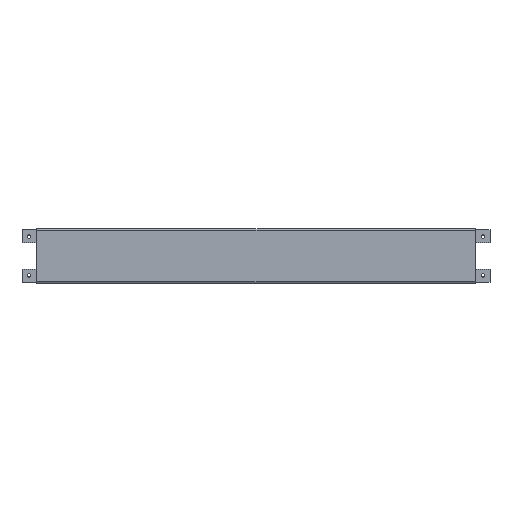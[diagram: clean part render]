
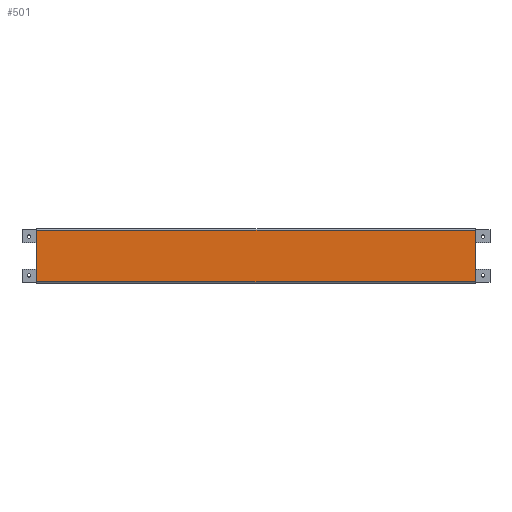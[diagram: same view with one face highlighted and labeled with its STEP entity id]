
A CAD part, top view. The second image highlights one B-rep face of the part: STEP entity #501.
In plain terms, the highlighted planar face has unit normal (0, 0, 1).
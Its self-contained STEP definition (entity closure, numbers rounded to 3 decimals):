
#88 = FACE_OUTER_BOUND ( 'NONE', #805, .T. ) ;
#113 = VECTOR ( 'NONE', #1189, 1000. ) ;
#114 = VECTOR ( 'NONE', #1100, 1000. ) ;
#115 = LINE ( 'NONE', #1051, #114 ) ;
#125 = LINE ( 'NONE', #1151, #137 ) ;
#126 = LINE ( 'NONE', #1146, #113 ) ;
#137 = VECTOR ( 'NONE', #1064, 1000. ) ;
#180 = DIRECTION ( 'NONE',  ( -1., 0., 0. ) ) ;
#181 = CARTESIAN_POINT ( 'NONE',  ( 316.5, 36.99, 2. ) ) ;
#222 = CARTESIAN_POINT ( 'NONE',  ( -316.5, -36.99, 2. ) ) ;
#235 = CARTESIAN_POINT ( 'NONE',  ( 316.5, 36.99, 2. ) ) ;
#245 = CARTESIAN_POINT ( 'NONE',  ( -316.5, 36.99, 2. ) ) ;
#300 = CARTESIAN_POINT ( 'NONE',  ( 316.5, -36.99, 2. ) ) ;
#501 = ADVANCED_FACE ( 'NONE', ( #88 ), #1173, .T. ) ;
#552 = ORIENTED_EDGE ( 'NONE', *, *, #1691, .T. ) ;
#561 = ORIENTED_EDGE ( 'NONE', *, *, #720, .T. ) ;
#604 = ORIENTED_EDGE ( 'NONE', *, *, #724, .T. ) ;
#630 = ORIENTED_EDGE ( 'NONE', *, *, #719, .T. ) ;
#719 = EDGE_CURVE ( 'NONE', #1227, #1234, #126, .T. ) ;
#720 = EDGE_CURVE ( 'NONE', #1238, #1227, #125, .T. ) ;
#724 = EDGE_CURVE ( 'NONE', #1234, #1225, #115, .T. ) ;
#805 = EDGE_LOOP ( 'NONE', ( #561, #630, #604, #552 ) ) ;
#1051 = CARTESIAN_POINT ( 'NONE',  ( 316.5, 37., 2. ) ) ;
#1064 = DIRECTION ( 'NONE',  ( 0., -1., 0. ) ) ;
#1100 = DIRECTION ( 'NONE',  ( 0., 1., 0. ) ) ;
#1126 = DIRECTION ( 'NONE',  ( 0., 0., 1. ) ) ;
#1127 = DIRECTION ( 'NONE',  ( 1., 0., 0. ) ) ;
#1146 = CARTESIAN_POINT ( 'NONE',  ( -316.5, -36.99, 2. ) ) ;
#1151 = CARTESIAN_POINT ( 'NONE',  ( -316.5, 37., 2. ) ) ;
#1173 = PLANE ( 'NONE',  #1658 ) ;
#1187 = CARTESIAN_POINT ( 'NONE',  ( -316.5, -37., 2. ) ) ;
#1189 = DIRECTION ( 'NONE',  ( 1., 0., 0. ) ) ;
#1225 = VERTEX_POINT ( 'NONE', #235 ) ;
#1227 = VERTEX_POINT ( 'NONE', #222 ) ;
#1234 = VERTEX_POINT ( 'NONE', #300 ) ;
#1238 = VERTEX_POINT ( 'NONE', #245 ) ;
#1543 = LINE ( 'NONE', #181, #1601 ) ;
#1601 = VECTOR ( 'NONE', #180, 1000. ) ;
#1658 = AXIS2_PLACEMENT_3D ( 'NONE', #1187, #1126, #1127 ) ;
#1691 = EDGE_CURVE ( 'NONE', #1225, #1238, #1543, .T. ) ;
